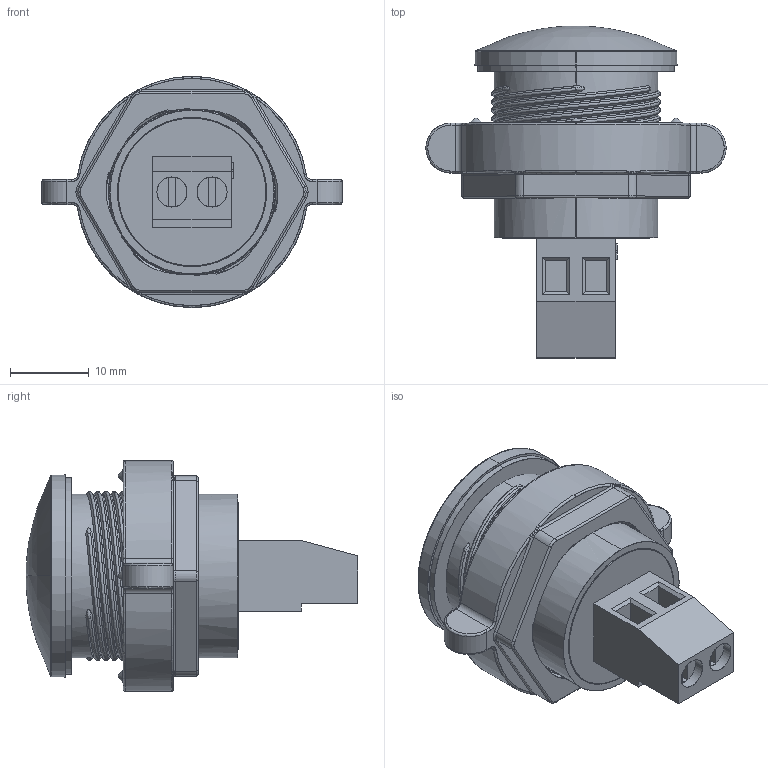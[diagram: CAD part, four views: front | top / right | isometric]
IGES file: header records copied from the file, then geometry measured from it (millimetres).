
Start section: SolidWorks IGES file using analytic representation for surfaces
Global section: file name: CNX722C_X00_XXB.IGS; native system: SolidWorks 2018; preprocessor: SolidWorks 2018; author: chwang; date: 190515.113144; units: inch
Bounding box: 38.1 x 42.12 x 29.33 mm (x, y, z)
Surface area: 8570.3 mm2 (no closed solid volume)
Topology: 0 solids, 0 shells, 363 faces, 4846 edges, 4844 vertices
Faces by surface type: bspline 227, revolution 136
